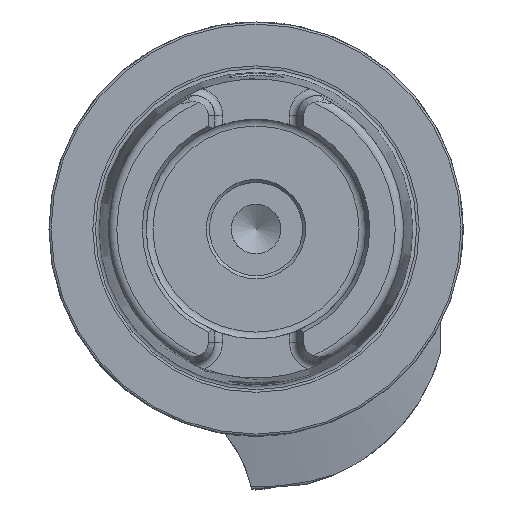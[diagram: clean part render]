
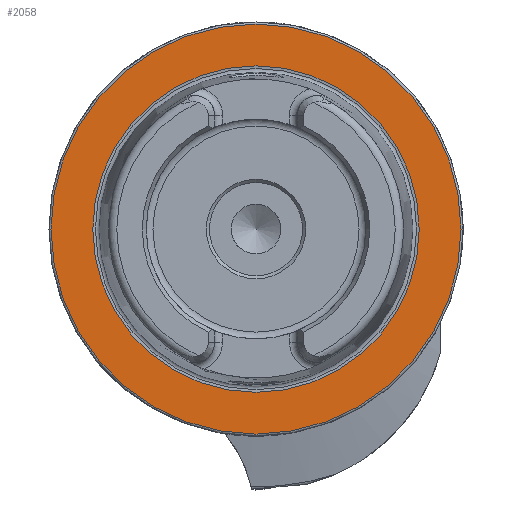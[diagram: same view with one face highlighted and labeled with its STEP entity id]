
A CAD part, left-side view. The second image highlights one B-rep face of the part: STEP entity #2058.
In plain terms, the highlighted planar face has unit normal (-1, 0, 0).
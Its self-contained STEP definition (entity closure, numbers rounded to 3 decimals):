
#982 = DIRECTION ( 'NONE',  ( 0., 0., 1. ) ) ;
#1673 = VERTEX_POINT ( 'NONE', #1927 ) ;
#1927 = CARTESIAN_POINT ( 'NONE',  ( 0., 0., 39.414 ) ) ;
#1972 = PLANE ( 'NONE',  #8134 ) ;
#2004 = FACE_BOUND ( 'NONE', #6943, .T. ) ;
#2058 = ADVANCED_FACE ( 'NONE', ( #2004, #3135 ), #1972, .F. ) ;
#2589 = CARTESIAN_POINT ( 'NONE',  ( 0., 0., 0. ) ) ;
#2662 = CARTESIAN_POINT ( 'NONE',  ( 0., 49.5, 0. ) ) ;
#2846 = EDGE_LOOP ( 'NONE', ( #9855 ) ) ;
#3135 = FACE_OUTER_BOUND ( 'NONE', #2846, .T. ) ;
#3556 = CIRCLE ( 'NONE', #6582, 49.5 ) ;
#3977 = CIRCLE ( 'NONE', #9869, 39.414 ) ;
#4087 = DIRECTION ( 'NONE',  ( 0., 0., 1. ) ) ;
#4970 = DIRECTION ( 'NONE',  ( -1., 0., 0. ) ) ;
#6134 = EDGE_CURVE ( 'NONE', #1673, #1673, #3977, .T. ) ;
#6403 = VERTEX_POINT ( 'NONE', #7783 ) ;
#6582 = AXIS2_PLACEMENT_3D ( 'NONE', #2589, #8338, #982 ) ;
#6809 = EDGE_CURVE ( 'NONE', #6403, #6403, #3556, .T. ) ;
#6943 = EDGE_LOOP ( 'NONE', ( #8845 ) ) ;
#7783 = CARTESIAN_POINT ( 'NONE',  ( 0., 0., 49.5 ) ) ;
#8134 = AXIS2_PLACEMENT_3D ( 'NONE', #2662, #9334, #10042 ) ;
#8338 = DIRECTION ( 'NONE',  ( -1., 0., 0. ) ) ;
#8845 = ORIENTED_EDGE ( 'NONE', *, *, #6134, .F. ) ;
#9022 = CARTESIAN_POINT ( 'NONE',  ( 0., 0., 0. ) ) ;
#9334 = DIRECTION ( 'NONE',  ( 1., 0., 0. ) ) ;
#9855 = ORIENTED_EDGE ( 'NONE', *, *, #6809, .T. ) ;
#9869 = AXIS2_PLACEMENT_3D ( 'NONE', #9022, #4970, #4087 ) ;
#10042 = DIRECTION ( 'NONE',  ( 0., 0., -1. ) ) ;
